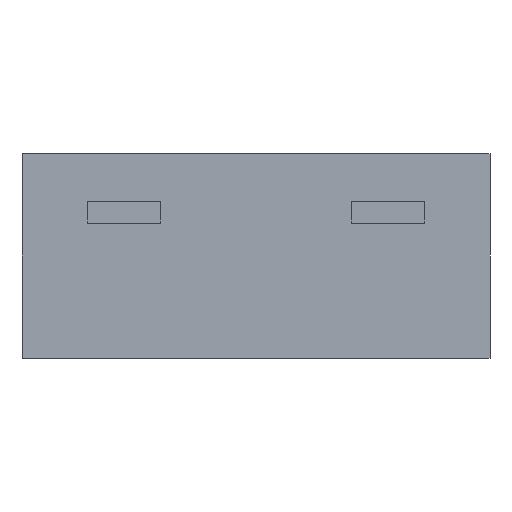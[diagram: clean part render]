
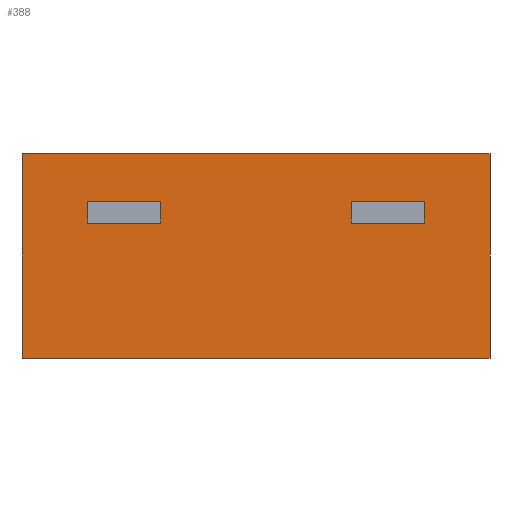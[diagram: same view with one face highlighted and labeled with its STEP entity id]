
A CAD part, front view. The second image highlights one B-rep face of the part: STEP entity #388.
In plain terms, the highlighted planar face has unit normal (0, -1, 0).
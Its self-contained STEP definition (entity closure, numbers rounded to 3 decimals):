
#26=VECTOR('',#27,1.);
#27=DIRECTION('',(0.,0.,1.));
#45=DIRECTION('',(0.,-1.,0.));
#66=DIRECTION('',(1.,0.,0.));
#114=VERTEX_POINT('',#115);
#115=CARTESIAN_POINT('',(1.6,-1.35,-1.));
#120=EDGE_CURVE('',#121,#114,#123,.T.);
#121=VERTEX_POINT('',#122);
#122=CARTESIAN_POINT('',(-1.6,-1.35,-1.));
#123=LINE('',#122,#124);
#124=VECTOR('',#66,1.);
#167=DIRECTION('',(0.,0.,-1.));
#271=VECTOR('',#167,1.);
#364=EDGE_CURVE('',#365,#121,#367,.T.);
#365=VERTEX_POINT('',#366);
#366=CARTESIAN_POINT('',(-1.6,-1.35,0.4));
#367=LINE('',#366,#271);
#377=EDGE_CURVE('',#378,#114,#380,.T.);
#378=VERTEX_POINT('',#379);
#379=CARTESIAN_POINT('',(1.6,-1.35,0.4));
#380=LINE('',#379,#271);
#388=ADVANCED_FACE('',(#389,#397,#423),#449,.T.);
#389=FACE_BOUND('',#390,.T.);
#390=EDGE_LOOP('',(#391,#392,#393,#394));
#391=ORIENTED_EDGE('',*,*,#364,.T.);
#392=ORIENTED_EDGE('',*,*,#120,.T.);
#393=ORIENTED_EDGE('',*,*,#377,.F.);
#394=ORIENTED_EDGE('',*,*,#395,.F.);
#395=EDGE_CURVE('',#365,#378,#396,.T.);
#396=LINE('',#366,#124);
#397=FACE_BOUND('',#398,.T.);
#398=EDGE_LOOP('',(#399,#407,#413,#419));
#399=ORIENTED_EDGE('',*,*,#400,.F.);
#400=EDGE_CURVE('',#401,#403,#405,.T.);
#401=VERTEX_POINT('',#402);
#402=CARTESIAN_POINT('',(1.15,-1.35,-0.075));
#403=VERTEX_POINT('',#404);
#404=CARTESIAN_POINT('',(1.15,-1.35,0.075));
#405=LINE('',#406,#26);
#406=CARTESIAN_POINT('',(1.15,-1.35,0.238));
#407=ORIENTED_EDGE('',*,*,#408,.F.);
#408=EDGE_CURVE('',#409,#401,#411,.T.);
#409=VERTEX_POINT('',#410);
#410=CARTESIAN_POINT('',(0.65,-1.35,-0.075));
#411=LINE('',#412,#124);
#412=CARTESIAN_POINT('',(-0.225,-1.35,-0.075));
#413=ORIENTED_EDGE('',*,*,#414,.F.);
#414=EDGE_CURVE('',#415,#409,#417,.T.);
#415=VERTEX_POINT('',#416);
#416=CARTESIAN_POINT('',(0.65,-1.35,0.075));
#417=LINE('',#418,#271);
#418=CARTESIAN_POINT('',(0.65,-1.35,0.238));
#419=ORIENTED_EDGE('',*,*,#420,.T.);
#420=EDGE_CURVE('',#415,#403,#421,.T.);
#421=LINE('',#422,#124);
#422=CARTESIAN_POINT('',(-0.225,-1.35,0.075));
#423=FACE_BOUND('',#424,.T.);
#424=EDGE_LOOP('',(#425,#433,#439,#445));
#425=ORIENTED_EDGE('',*,*,#426,.F.);
#426=EDGE_CURVE('',#427,#429,#431,.T.);
#427=VERTEX_POINT('',#428);
#428=CARTESIAN_POINT('',(-1.15,-1.35,-0.075));
#429=VERTEX_POINT('',#430);
#430=CARTESIAN_POINT('',(-0.65,-1.35,-0.075));
#431=LINE('',#432,#124);
#432=CARTESIAN_POINT('',(-1.125,-1.35,-0.075));
#433=ORIENTED_EDGE('',*,*,#434,.F.);
#434=EDGE_CURVE('',#435,#427,#437,.T.);
#435=VERTEX_POINT('',#436);
#436=CARTESIAN_POINT('',(-1.15,-1.35,0.075));
#437=LINE('',#438,#271);
#438=CARTESIAN_POINT('',(-1.15,-1.35,0.238));
#439=ORIENTED_EDGE('',*,*,#440,.T.);
#440=EDGE_CURVE('',#435,#441,#443,.T.);
#441=VERTEX_POINT('',#442);
#442=CARTESIAN_POINT('',(-0.65,-1.35,0.075));
#443=LINE('',#444,#124);
#444=CARTESIAN_POINT('',(-1.125,-1.35,0.075));
#445=ORIENTED_EDGE('',*,*,#446,.F.);
#446=EDGE_CURVE('',#429,#441,#447,.T.);
#447=LINE('',#448,#26);
#448=CARTESIAN_POINT('',(-0.65,-1.35,0.238));
#449=PLANE('',#450);
#450=AXIS2_PLACEMENT_3D('',#366,#45,#66);
